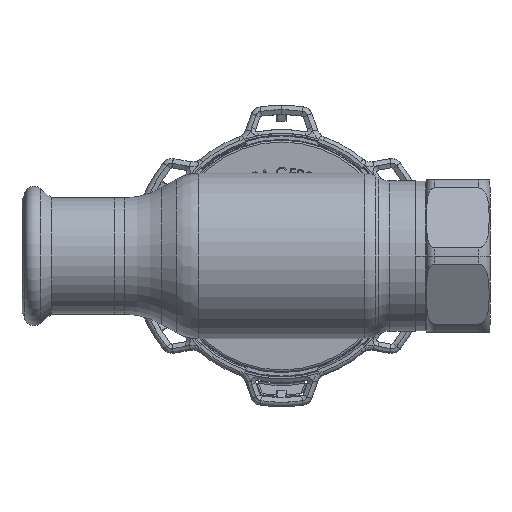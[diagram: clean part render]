
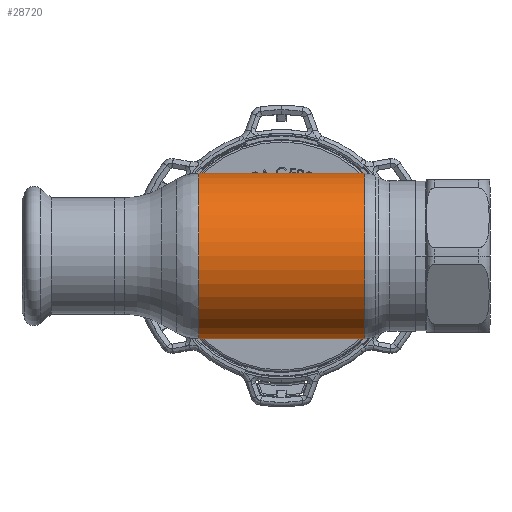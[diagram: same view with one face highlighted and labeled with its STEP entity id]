
A CAD part, front view. The second image highlights one B-rep face of the part: STEP entity #28720.
In plain terms, the highlighted cylindrical face has radius 22.25 mm (diameter 44.5 mm), a partial arc.
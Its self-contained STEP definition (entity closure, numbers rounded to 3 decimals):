
#216 = AXIS2_PLACEMENT_3D ( 'NONE', #5908, #31574, #31356 ) ;
#1709 = CYLINDRICAL_SURFACE ( 'NONE', #7399, 22.25 ) ;
#2311 = EDGE_LOOP ( 'NONE', ( #27352, #25362, #40234, #19746 ) ) ;
#2512 = VERTEX_POINT ( 'NONE', #18552 ) ;
#5908 = CARTESIAN_POINT ( 'NONE',  ( -22.285, 0., 0. ) ) ;
#6184 = EDGE_CURVE ( 'NONE', #2512, #30081, #33227, .T. ) ;
#7013 = CARTESIAN_POINT ( 'NONE',  ( -22.285, 0., -22.25 ) ) ;
#7221 = DIRECTION ( 'NONE',  ( -1., 0., 0. ) ) ;
#7399 = AXIS2_PLACEMENT_3D ( 'NONE', #14405, #23437, #36215 ) ;
#7579 = CARTESIAN_POINT ( 'NONE',  ( -62.69, 0., -22.25 ) ) ;
#11685 = CARTESIAN_POINT ( 'NONE',  ( -62.69, 0., 22.25 ) ) ;
#13746 = DIRECTION ( 'NONE',  ( -1., 0., 0. ) ) ;
#14405 = CARTESIAN_POINT ( 'NONE',  ( -62.69, 0., 0. ) ) ;
#15470 = CIRCLE ( 'NONE', #37781, 22.25 ) ;
#16247 = DIRECTION ( 'NONE',  ( 0., 0., 1. ) ) ;
#16984 = VECTOR ( 'NONE', #20708, 1000. ) ;
#18552 = CARTESIAN_POINT ( 'NONE',  ( 22.285, 0., 22.25 ) ) ;
#19746 = ORIENTED_EDGE ( 'NONE', *, *, #39849, .F. ) ;
#19891 = LINE ( 'NONE', #7579, #26038 ) ;
#20708 = DIRECTION ( 'NONE',  ( -1., 0., 0. ) ) ;
#23437 = DIRECTION ( 'NONE',  ( -1., 0., 0. ) ) ;
#25042 = EDGE_CURVE ( 'NONE', #31968, #2512, #15470, .T. ) ;
#25362 = ORIENTED_EDGE ( 'NONE', *, *, #25042, .T. ) ;
#26038 = VECTOR ( 'NONE', #13746, 1000. ) ;
#26111 = EDGE_CURVE ( 'NONE', #31968, #31683, #19891, .T. ) ;
#26734 = FACE_OUTER_BOUND ( 'NONE', #2311, .T. ) ;
#27352 = ORIENTED_EDGE ( 'NONE', *, *, #26111, .F. ) ;
#27446 = CARTESIAN_POINT ( 'NONE',  ( -22.285, 0., 22.25 ) ) ;
#28720 = ADVANCED_FACE ( 'NONE', ( #26734 ), #1709, .T. ) ;
#30081 = VERTEX_POINT ( 'NONE', #27446 ) ;
#30402 = CIRCLE ( 'NONE', #216, 22.25 ) ;
#31356 = DIRECTION ( 'NONE',  ( 0., 0., 1. ) ) ;
#31574 = DIRECTION ( 'NONE',  ( -1., 0., 0. ) ) ;
#31683 = VERTEX_POINT ( 'NONE', #7013 ) ;
#31859 = CARTESIAN_POINT ( 'NONE',  ( 22.285, 0., 0. ) ) ;
#31968 = VERTEX_POINT ( 'NONE', #38958 ) ;
#33227 = LINE ( 'NONE', #11685, #16984 ) ;
#36215 = DIRECTION ( 'NONE',  ( 0., 0., 1. ) ) ;
#37781 = AXIS2_PLACEMENT_3D ( 'NONE', #31859, #7221, #16247 ) ;
#38958 = CARTESIAN_POINT ( 'NONE',  ( 22.285, 0., -22.25 ) ) ;
#39849 = EDGE_CURVE ( 'NONE', #31683, #30081, #30402, .T. ) ;
#40234 = ORIENTED_EDGE ( 'NONE', *, *, #6184, .T. ) ;
